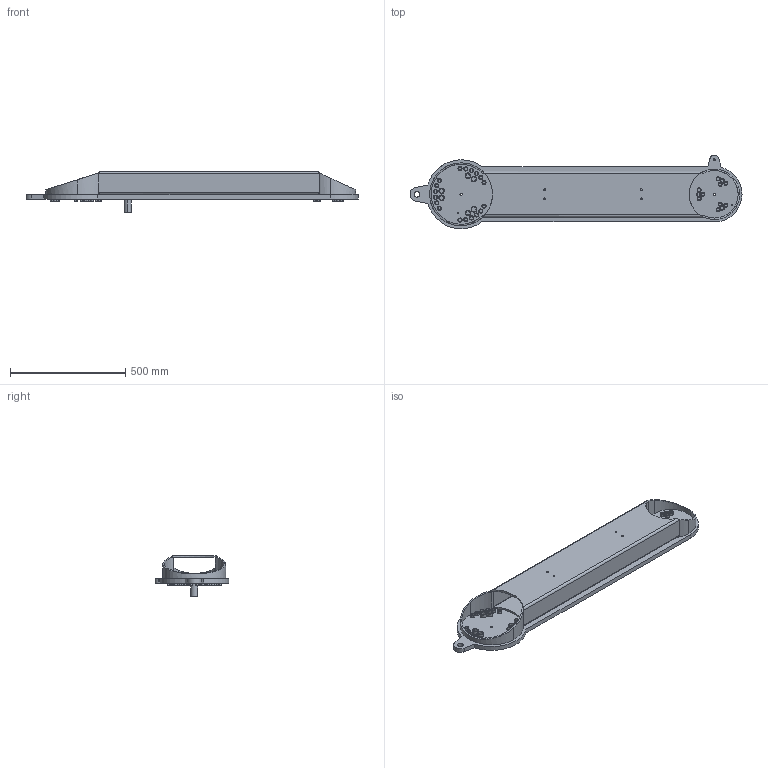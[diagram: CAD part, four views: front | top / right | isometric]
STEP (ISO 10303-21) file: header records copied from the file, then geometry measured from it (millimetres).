
FILE_DESCRIPTION (( 'STEP AP214' ), '1' );
FILE_NAME ('001_ASM_5-221364_ASM_1_ASM_1_AS_ASM^50KG000_ASM_28_ASM_1_ASM_1_ASM__ASM.STEP', '2022-12-15T15:05:22', ( '' ), ( '' ), 'SwSTEP 2.0', 'SolidWorks 2021', '' );
FILE_SCHEMA (( 'AUTOMOTIVE_DESIGN' ));
Length unit declared in the file: millimetre
Products named in the file (11): 00_1-266906^ASM0004_ASM_1_ASM_001_ASM_5-221364_ASM_1_ASM_1_AS_ASM_50KG000_ASM_28_ASM_1_ASM_1_ASM__ASM; ASM0007_ASM_1_ASM^ASM0004_ASM_1_ASM_001_ASM_5-221364_ASM_1_ASM_1_AS_ASM_50KG000_ASM_28_ASM_1_ASM_1_ASM__ASM; DIN912-M12X30-12_9_1^ASM0008_ASM_1_ASM_ASM0004_ASM_1_ASM_001_ASM_5-221364_ASM_1_ASM_1_AS_ASM_50KG000_ASM_28_ASM_1_ASM_1_ASM__ASM; 001_ASM_5-221364_ASM_1_ASM_1_AS_ASM^50KG000_ASM_28_ASM_1_ASM_1_ASM__ASM; ASM0008_ASM_1_ASM^ASM0004_ASM_1_ASM_001_ASM_5-221364_ASM_1_ASM_1_AS_ASM_50KG000_ASM_28_ASM_1_ASM_1_ASM__ASM; DIN912-M16X30-12_9_1^ASM0008_ASM_1_ASM_ASM0004_ASM_1_ASM_001_ASM_5-221364_ASM_1_ASM_1_AS_ASM_50KG000_ASM_28_ASM_1_ASM_1_ASM__ASM; 00_1-267449^ASM0004_ASM_1_ASM_001_ASM_5-221364_ASM_1_ASM_1_AS_ASM_50KG000_ASM_28_ASM_1_ASM_1_ASM__ASM; _110000_1^ASM0004_ASM_1_ASM_001_ASM_5-221364_ASM_1_ASM_1_AS_ASM_50KG000_ASM_28_ASM_1_ASM_1_ASM__ASM; _21900_1^ASM0004_ASM_1_ASM_001_ASM_5-221364_ASM_1_ASM_1_AS_ASM_50KG000_ASM_28_ASM_1_ASM_1_ASM__ASM; DIN912-M12X30-12_9_1^ASM0007_ASM_1_ASM_ASM0004_ASM_1_ASM_001_ASM_5-221364_ASM_1_ASM_1_AS_ASM_50KG000_ASM_28_ASM_1_ASM_1_ASM__ASM; ASM0004_ASM_1_ASM^001_ASM_5-221364_ASM_1_ASM_1_AS_ASM_50KG000_ASM_28_ASM_1_ASM_1_ASM__ASM
Assembly tree (43 placements, depth 4):
  001_ASM_5-221364_ASM_1_ASM_1_AS_ASM^50KG000_ASM_28_ASM_1_ASM_1_ASM__ASM
    ASM0004_ASM_1_ASM^001_ASM_5-221364_ASM_1_ASM_1_AS_ASM_50KG000_ASM_28_ASM_1_ASM_1_ASM__ASM
      ASM0007_ASM_1_ASM^ASM0004_ASM_1_ASM_001_ASM_5-221364_ASM_1_ASM_1_AS_ASM_50KG000_ASM_28_ASM_1_ASM_1_ASM__ASM
        DIN912-M12X30-12_9_1^ASM0007_ASM_1_ASM_ASM0004_ASM_1_ASM_001_ASM_5-221364_ASM_1_ASM_1_AS_ASM_50KG000_ASM_28_ASM_1_ASM_1_ASM__ASM  x12
      ASM0008_ASM_1_ASM^ASM0004_ASM_1_ASM_001_ASM_5-221364_ASM_1_ASM_1_AS_ASM_50KG000_ASM_28_ASM_1_ASM_1_ASM__ASM
        DIN912-M16X30-12_9_1^ASM0008_ASM_1_ASM_ASM0004_ASM_1_ASM_001_ASM_5-221364_ASM_1_ASM_1_AS_ASM_50KG000_ASM_28_ASM_1_ASM_1_ASM__ASM  x6
        DIN912-M12X30-12_9_1^ASM0008_ASM_1_ASM_ASM0004_ASM_1_ASM_001_ASM_5-221364_ASM_1_ASM_1_AS_ASM_50KG000_ASM_28_ASM_1_ASM_1_ASM__ASM  x18
      _110000_1^ASM0004_ASM_1_ASM_001_ASM_5-221364_ASM_1_ASM_1_AS_ASM_50KG000_ASM_28_ASM_1_ASM_1_ASM__ASM
      00_1-266906^ASM0004_ASM_1_ASM_001_ASM_5-221364_ASM_1_ASM_1_AS_ASM_50KG000_ASM_28_ASM_1_ASM_1_ASM__ASM
      00_1-267449^ASM0004_ASM_1_ASM_001_ASM_5-221364_ASM_1_ASM_1_AS_ASM_50KG000_ASM_28_ASM_1_ASM_1_ASM__ASM
      _21900_1^ASM0004_ASM_1_ASM_001_ASM_5-221364_ASM_1_ASM_1_AS_ASM_50KG000_ASM_28_ASM_1_ASM_1_ASM__ASM
Bounding box: 1442 x 319.98 x 178 mm (x, y, z)
Surface area: 1912938 mm2 (no closed solid volume)
Topology: 0 solids, 76 shells, 953 faces, 2213 edges, 1456 vertices
Faces by surface type: plane 440, cylinder 369, torus 72, cone 72
Entity records: 18702 total; most frequent: CARTESIAN_POINT 12794, ORIENTED_EDGE 1378, EDGE_CURVE 695, B_SPLINE_CURVE_WITH_KNOTS 694, DIRECTION 619, VERTEX_POINT 466, EDGE_LOOP 379, AXIS2_PLACEMENT_3D 309
